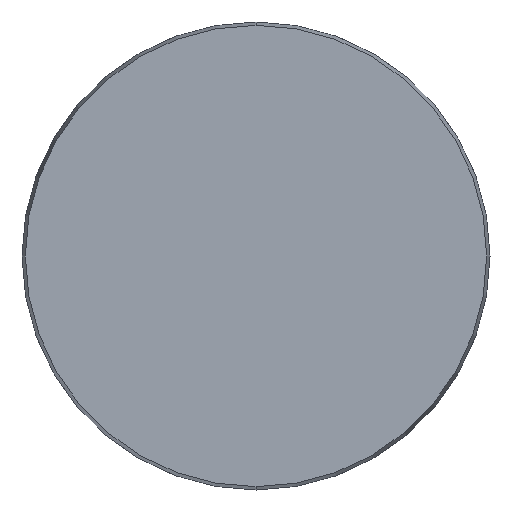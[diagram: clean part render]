
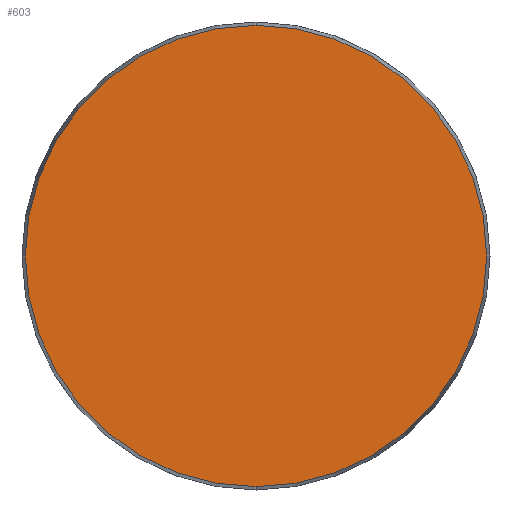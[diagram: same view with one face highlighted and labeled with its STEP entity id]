
A CAD part, front view. The second image highlights one B-rep face of the part: STEP entity #603.
In plain terms, the highlighted planar face has unit normal (0, -1, 0).
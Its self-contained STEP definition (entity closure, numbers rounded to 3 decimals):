
#12 = AXIS2_PLACEMENT_3D ( 'NONE', #962, #758, #840 ) ;
#150 = EDGE_CURVE ( 'NONE', #870, #1012, #1104, .T. ) ;
#299 = FACE_OUTER_BOUND ( 'NONE', #1021, .T. ) ;
#566 = ORIENTED_EDGE ( 'NONE', *, *, #150, .T. ) ;
#603 = ADVANCED_FACE ( 'NONE', ( #299 ), #708, .F. ) ;
#629 = ORIENTED_EDGE ( 'NONE', *, *, #751, .T. ) ;
#708 = PLANE ( 'NONE',  #740 ) ;
#710 = DIRECTION ( 'NONE',  ( 0., -1., 0. ) ) ;
#740 = AXIS2_PLACEMENT_3D ( 'NONE', #1306, #943, #1023 ) ;
#751 = EDGE_CURVE ( 'NONE', #1012, #870, #852, .T. ) ;
#758 = DIRECTION ( 'NONE',  ( 0., -1., 0. ) ) ;
#794 = CARTESIAN_POINT ( 'NONE',  ( 0., 0., 0. ) ) ;
#804 = CARTESIAN_POINT ( 'NONE',  ( 0., 0., -59.143 ) ) ;
#840 = DIRECTION ( 'NONE',  ( 0., 0., -1. ) ) ;
#852 = CIRCLE ( 'NONE', #12, 59.143 ) ;
#870 = VERTEX_POINT ( 'NONE', #1182 ) ;
#935 = AXIS2_PLACEMENT_3D ( 'NONE', #794, #710, #1122 ) ;
#943 = DIRECTION ( 'NONE',  ( 0., 1., 0. ) ) ;
#962 = CARTESIAN_POINT ( 'NONE',  ( 0., 0., 0. ) ) ;
#1012 = VERTEX_POINT ( 'NONE', #804 ) ;
#1021 = EDGE_LOOP ( 'NONE', ( #566, #629 ) ) ;
#1023 = DIRECTION ( 'NONE',  ( 0., 0., 1. ) ) ;
#1104 = CIRCLE ( 'NONE', #935, 59.143 ) ;
#1122 = DIRECTION ( 'NONE',  ( 0., 0., -1. ) ) ;
#1182 = CARTESIAN_POINT ( 'NONE',  ( 0., 0., 59.143 ) ) ;
#1306 = CARTESIAN_POINT ( 'NONE',  ( -59.143, 0., 0. ) ) ;
